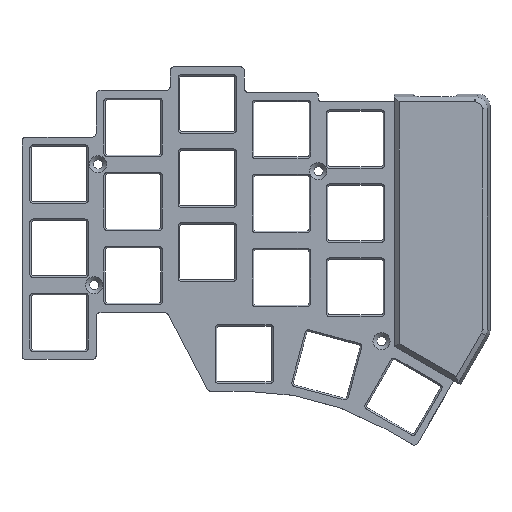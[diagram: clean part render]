
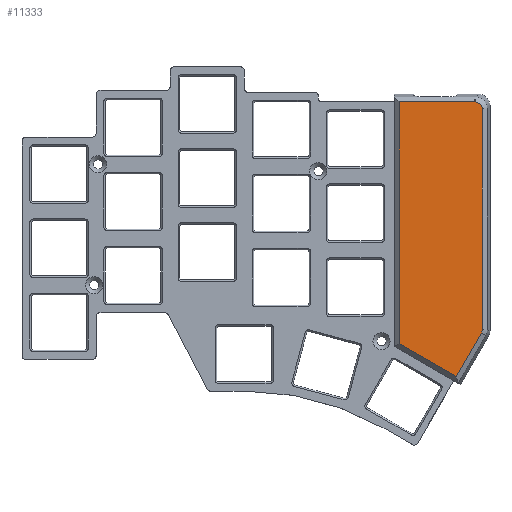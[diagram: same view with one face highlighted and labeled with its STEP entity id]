
A CAD part, top view. The second image highlights one B-rep face of the part: STEP entity #11333.
In plain terms, the highlighted planar face has unit normal (0, 0, 1).
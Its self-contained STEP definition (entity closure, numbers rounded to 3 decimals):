
#33=B_SPLINE_CURVE_WITH_KNOTS('',3,(#18257,#18258,#18259,#18260,#18261,
#18262),.UNSPECIFIED.,.F.,.F.,(4,1,1,4),(-0.704,-0.101,
0.302,0.685),.UNSPECIFIED.);
#34=B_SPLINE_CURVE_WITH_KNOTS('',3,(#18314,#18315,#18316,#18317),
 .UNSPECIFIED.,.F.,.F.,(4,4),(-0.24,0.24),
 .UNSPECIFIED.);
#36=B_SPLINE_CURVE_WITH_KNOTS('',3,(#18340,#18341,#18342,#18343),
 .UNSPECIFIED.,.F.,.F.,(4,4),(0.24,0.258),
 .UNSPECIFIED.);
#38=B_SPLINE_CURVE_WITH_KNOTS('',3,(#18370,#18371,#18372,#18373),
 .UNSPECIFIED.,.F.,.F.,(4,4),(-0.258,-0.24),
 .UNSPECIFIED.);
#40=B_SPLINE_CURVE_WITH_KNOTS('',3,(#18394,#18395,#18396,#18397),
 .UNSPECIFIED.,.F.,.F.,(4,4),(-0.77,-0.704),
 .UNSPECIFIED.);
#1031=FACE_OUTER_BOUND('',#1694,.T.);
#1694=EDGE_LOOP('',(#9038,#9039,#9040,#9041,#9042,#9043,#9044,#9045,#9046,
#9047));
#2819=LINE('',#18270,#4062);
#2823=LINE('',#18278,#4066);
#2826=LINE('',#18284,#4069);
#2828=LINE('',#18288,#4071);
#2834=LINE('',#18350,#4077);
#4062=VECTOR('',#14663,10.);
#4066=VECTOR('',#14669,10.);
#4069=VECTOR('',#14674,10.);
#4071=VECTOR('',#14678,10.);
#4077=VECTOR('',#14686,10.);
#5365=VERTEX_POINT('',#18242);
#5368=VERTEX_POINT('',#18255);
#5371=VERTEX_POINT('',#18267);
#5372=VERTEX_POINT('',#18269);
#5375=VERTEX_POINT('',#18277);
#5377=VERTEX_POINT('',#18283);
#5378=VERTEX_POINT('',#18287);
#5382=VERTEX_POINT('',#18311);
#5383=VERTEX_POINT('',#18313);
#5385=VERTEX_POINT('',#18349);
#6722=EDGE_CURVE('',#5368,#5365,#33,.T.);
#6725=EDGE_CURVE('',#5371,#5372,#2819,.T.);
#6729=EDGE_CURVE('',#5372,#5375,#2823,.T.);
#6732=EDGE_CURVE('',#5375,#5377,#2826,.T.);
#6734=EDGE_CURVE('',#5377,#5378,#2828,.T.);
#6739=EDGE_CURVE('',#5382,#5383,#34,.T.);
#6742=EDGE_CURVE('',#5383,#5371,#36,.T.);
#6744=EDGE_CURVE('',#5365,#5385,#2834,.T.);
#6747=EDGE_CURVE('',#5385,#5382,#38,.T.);
#6749=EDGE_CURVE('',#5378,#5368,#40,.T.);
#9038=ORIENTED_EDGE('',*,*,#6739,.F.);
#9039=ORIENTED_EDGE('',*,*,#6747,.F.);
#9040=ORIENTED_EDGE('',*,*,#6744,.F.);
#9041=ORIENTED_EDGE('',*,*,#6722,.F.);
#9042=ORIENTED_EDGE('',*,*,#6749,.F.);
#9043=ORIENTED_EDGE('',*,*,#6734,.F.);
#9044=ORIENTED_EDGE('',*,*,#6732,.F.);
#9045=ORIENTED_EDGE('',*,*,#6729,.F.);
#9046=ORIENTED_EDGE('',*,*,#6725,.F.);
#9047=ORIENTED_EDGE('',*,*,#6742,.F.);
#10859=PLANE('',#12304);
#11333=ADVANCED_FACE('',(#1031),#10859,.T.);
#12304=AXIS2_PLACEMENT_3D('',#18456,#14718,#14719);
#14663=DIRECTION('',(-0.5,-0.866,0.));
#14669=DIRECTION('',(-0.866,0.5,0.));
#14674=DIRECTION('',(0.,1.,0.));
#14678=DIRECTION('',(1.,0.,0.));
#14686=DIRECTION('',(0.,-1.,0.));
#14718=DIRECTION('center_axis',(0.,0.,1.));
#14719=DIRECTION('ref_axis',(1.,0.,0.));
#18242=CARTESIAN_POINT('',(121.125,171.162,6.7));
#18255=CARTESIAN_POINT('',(119.312,172.938,6.7));
#18257=CARTESIAN_POINT('Ctrl Pts',(119.312,172.938,6.7));
#18258=CARTESIAN_POINT('Ctrl Pts',(119.721,172.911,6.7));
#18259=CARTESIAN_POINT('Ctrl Pts',(120.369,172.655,6.7));
#18260=CARTESIAN_POINT('Ctrl Pts',(120.954,171.933,6.7));
#18261=CARTESIAN_POINT('Ctrl Pts',(121.102,171.42,6.7));
#18262=CARTESIAN_POINT('Ctrl Pts',(121.125,171.162,6.7));
#18267=CARTESIAN_POINT('',(120.87,113.621,6.7));
#18269=CARTESIAN_POINT('',(114.444,102.49,6.7));
#18270=CARTESIAN_POINT('',(121.312,114.387,6.7));
#18277=CARTESIAN_POINT('',(99.812,110.938,6.7));
#18278=CARTESIAN_POINT('',(97.859,112.066,6.7));
#18283=CARTESIAN_POINT('',(99.812,172.943,6.7));
#18284=CARTESIAN_POINT('',(99.812,156.299,6.7));
#18287=CARTESIAN_POINT('',(119.178,172.943,6.7));
#18288=CARTESIAN_POINT('',(104.727,172.943,6.7));
#18311=CARTESIAN_POINT('',(121.132,114.563,6.7));
#18313=CARTESIAN_POINT('',(120.888,113.652,6.7));
#18314=CARTESIAN_POINT('Ctrl Pts',(121.132,114.563,6.7));
#18315=CARTESIAN_POINT('Ctrl Pts',(121.126,114.245,6.7));
#18316=CARTESIAN_POINT('Ctrl Pts',(121.042,113.93,6.7));
#18317=CARTESIAN_POINT('Ctrl Pts',(120.888,113.652,6.7));
#18340=CARTESIAN_POINT('Ctrl Pts',(120.888,113.652,6.7));
#18341=CARTESIAN_POINT('Ctrl Pts',(120.882,113.642,6.7));
#18342=CARTESIAN_POINT('Ctrl Pts',(120.876,113.631,6.7));
#18343=CARTESIAN_POINT('Ctrl Pts',(120.87,113.621,6.7));
#18349=CARTESIAN_POINT('',(121.132,114.598,6.7));
#18350=CARTESIAN_POINT('',(121.132,156.299,6.7));
#18370=CARTESIAN_POINT('Ctrl Pts',(121.132,114.598,6.7));
#18371=CARTESIAN_POINT('Ctrl Pts',(121.132,114.587,6.7));
#18372=CARTESIAN_POINT('Ctrl Pts',(121.132,114.575,6.7));
#18373=CARTESIAN_POINT('Ctrl Pts',(121.132,114.563,6.7));
#18394=CARTESIAN_POINT('Ctrl Pts',(119.178,172.943,6.7));
#18395=CARTESIAN_POINT('Ctrl Pts',(119.223,172.943,6.7));
#18396=CARTESIAN_POINT('Ctrl Pts',(119.268,172.941,6.7));
#18397=CARTESIAN_POINT('Ctrl Pts',(119.312,172.938,6.7));
#18456=CARTESIAN_POINT('Origin',(110.852,137.685,6.7));
